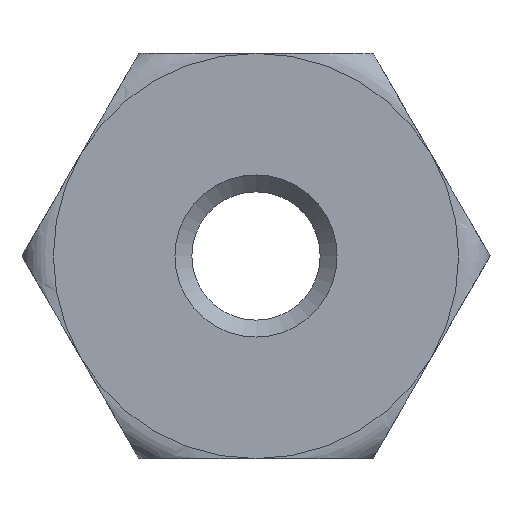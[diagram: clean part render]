
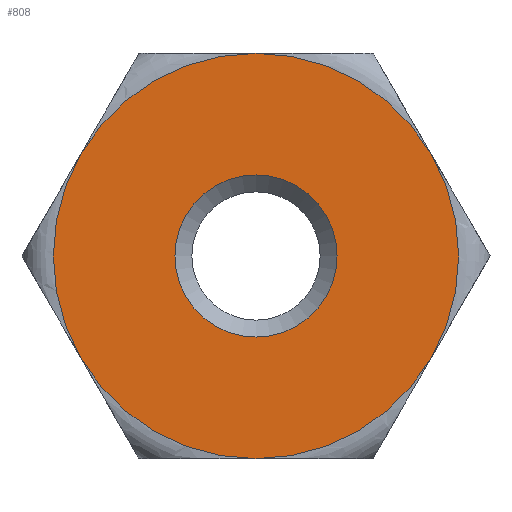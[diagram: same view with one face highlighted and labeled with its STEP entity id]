
A CAD part, front view. The second image highlights one B-rep face of the part: STEP entity #808.
In plain terms, the highlighted planar face has unit normal (0, -1, 0).
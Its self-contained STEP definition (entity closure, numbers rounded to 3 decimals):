
#7 = CARTESIAN_POINT ( 'NONE',  ( 0., -0.5, 0. ) ) ;
#11 = AXIS2_PLACEMENT_3D ( 'NONE', #803, #484, #348 ) ;
#16 = ORIENTED_EDGE ( 'NONE', *, *, #813, .F. ) ;
#22 = DIRECTION ( 'NONE',  ( -1., 0., 0. ) ) ;
#53 = AXIS2_PLACEMENT_3D ( 'NONE', #536, #718, #579 ) ;
#82 = DIRECTION ( 'NONE',  ( 1., 0., 0. ) ) ;
#85 = FACE_OUTER_BOUND ( 'NONE', #256, .T. ) ;
#89 = CARTESIAN_POINT ( 'NONE',  ( -1.299, -0.5, -0.75 ) ) ;
#93 = AXIS2_PLACEMENT_3D ( 'NONE', #184, #624, #448 ) ;
#114 = PLANE ( 'NONE',  #662 ) ;
#117 = ORIENTED_EDGE ( 'NONE', *, *, #615, .F. ) ;
#119 = DIRECTION ( 'NONE',  ( 0., 1., 0. ) ) ;
#122 = AXIS2_PLACEMENT_3D ( 'NONE', #603, #670, #22 ) ;
#124 = ORIENTED_EDGE ( 'NONE', *, *, #742, .F. ) ;
#145 = CARTESIAN_POINT ( 'NONE',  ( 0., -0.5, 0. ) ) ;
#149 = VERTEX_POINT ( 'NONE', #385 ) ;
#161 = CIRCLE ( 'NONE', #206, 1.5 ) ;
#184 = CARTESIAN_POINT ( 'NONE',  ( 0., -0.5, 0. ) ) ;
#206 = AXIS2_PLACEMENT_3D ( 'NONE', #224, #422, #82 ) ;
#210 = DIRECTION ( 'NONE',  ( 0., 0., 1. ) ) ;
#224 = CARTESIAN_POINT ( 'NONE',  ( 0., -0.5, 0. ) ) ;
#237 = DIRECTION ( 'NONE',  ( 0., 0., 1. ) ) ;
#248 = CIRCLE ( 'NONE', #53, 1.5 ) ;
#256 = EDGE_LOOP ( 'NONE', ( #117, #387, #786, #526, #124, #16 ) ) ;
#294 = CARTESIAN_POINT ( 'NONE',  ( 1.299, -0.5, 0.75 ) ) ;
#299 = CARTESIAN_POINT ( 'NONE',  ( -1.299, -0.5, 0.75 ) ) ;
#302 = CIRCLE ( 'NONE', #367, 1.5 ) ;
#310 = CARTESIAN_POINT ( 'NONE',  ( 0., -0.5, 0. ) ) ;
#323 = VERTEX_POINT ( 'NONE', #294 ) ;
#348 = DIRECTION ( 'NONE',  ( 1., 0., 0. ) ) ;
#354 = CIRCLE ( 'NONE', #11, 1.5 ) ;
#366 = CIRCLE ( 'NONE', #830, 0.6 ) ;
#367 = AXIS2_PLACEMENT_3D ( 'NONE', #145, #731, #722 ) ;
#374 = VERTEX_POINT ( 'NONE', #733 ) ;
#385 = CARTESIAN_POINT ( 'NONE',  ( 0., -0.5, 1.5 ) ) ;
#387 = ORIENTED_EDGE ( 'NONE', *, *, #782, .F. ) ;
#422 = DIRECTION ( 'NONE',  ( 0., 1., 0. ) ) ;
#448 = DIRECTION ( 'NONE',  ( 1., 0., 0. ) ) ;
#467 = CIRCLE ( 'NONE', #93, 1.5 ) ;
#476 = DIRECTION ( 'NONE',  ( 0., 1., 0. ) ) ;
#484 = DIRECTION ( 'NONE',  ( 0., 1., 0. ) ) ;
#519 = EDGE_LOOP ( 'NONE', ( #699 ) ) ;
#526 = ORIENTED_EDGE ( 'NONE', *, *, #638, .F. ) ;
#536 = CARTESIAN_POINT ( 'NONE',  ( 0., -0.5, 0. ) ) ;
#578 = EDGE_CURVE ( 'NONE', #754, #754, #366, .T. ) ;
#579 = DIRECTION ( 'NONE',  ( 1., 0., 0. ) ) ;
#586 = CARTESIAN_POINT ( 'NONE',  ( 0., -0.5, -1.5 ) ) ;
#603 = CARTESIAN_POINT ( 'NONE',  ( 0., -0.5, 0. ) ) ;
#615 = EDGE_CURVE ( 'NONE', #374, #628, #248, .T. ) ;
#624 = DIRECTION ( 'NONE',  ( 0., 1., 0. ) ) ;
#628 = VERTEX_POINT ( 'NONE', #586 ) ;
#638 = EDGE_CURVE ( 'NONE', #693, #149, #650, .T. ) ;
#650 = CIRCLE ( 'NONE', #122, 1.5 ) ;
#662 = AXIS2_PLACEMENT_3D ( 'NONE', #310, #119, #237 ) ;
#666 = EDGE_CURVE ( 'NONE', #149, #323, #161, .T. ) ;
#667 = FACE_BOUND ( 'NONE', #519, .T. ) ;
#670 = DIRECTION ( 'NONE',  ( 0., 1., 0. ) ) ;
#682 = CARTESIAN_POINT ( 'NONE',  ( 0., -0.5, 0.6 ) ) ;
#693 = VERTEX_POINT ( 'NONE', #299 ) ;
#699 = ORIENTED_EDGE ( 'NONE', *, *, #578, .T. ) ;
#718 = DIRECTION ( 'NONE',  ( 0., 1., 0. ) ) ;
#722 = DIRECTION ( 'NONE',  ( 1., 0., 0. ) ) ;
#731 = DIRECTION ( 'NONE',  ( 0., 1., 0. ) ) ;
#733 = CARTESIAN_POINT ( 'NONE',  ( 1.299, -0.5, -0.75 ) ) ;
#742 = EDGE_CURVE ( 'NONE', #744, #693, #354, .T. ) ;
#744 = VERTEX_POINT ( 'NONE', #89 ) ;
#754 = VERTEX_POINT ( 'NONE', #682 ) ;
#782 = EDGE_CURVE ( 'NONE', #323, #374, #302, .T. ) ;
#786 = ORIENTED_EDGE ( 'NONE', *, *, #666, .F. ) ;
#803 = CARTESIAN_POINT ( 'NONE',  ( 0., -0.5, 0. ) ) ;
#808 = ADVANCED_FACE ( 'NONE', ( #667, #85 ), #114, .F. ) ;
#813 = EDGE_CURVE ( 'NONE', #628, #744, #467, .T. ) ;
#830 = AXIS2_PLACEMENT_3D ( 'NONE', #7, #476, #210 ) ;
